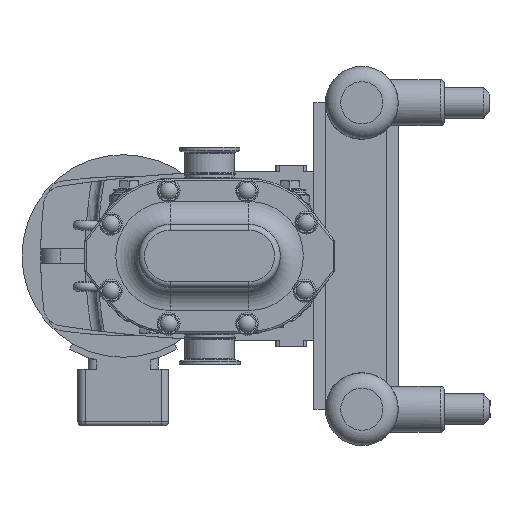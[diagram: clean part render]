
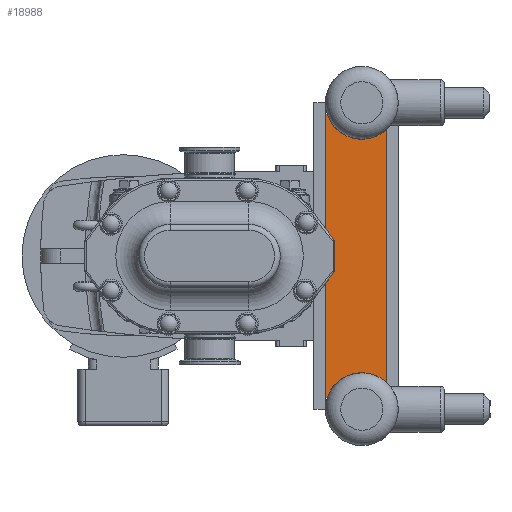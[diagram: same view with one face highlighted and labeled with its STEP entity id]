
A CAD part, left-side view. The second image highlights one B-rep face of the part: STEP entity #18988.
In plain terms, the highlighted planar face has unit normal (-1, 0, 0).
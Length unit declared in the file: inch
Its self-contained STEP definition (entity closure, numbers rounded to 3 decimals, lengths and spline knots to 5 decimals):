
#838=CIRCLE('',#20308,1.19);
#839=CIRCLE('',#20309,1.19);
#2054=PLANE('',#20307);
#2719=FACE_OUTER_BOUND('',#3865,.T.);
#3865=EDGE_LOOP('',(#14202,#14203,#14204,#14205,#14206,#14207));
#5219=LINE('',#30518,#6623);
#5223=LINE('',#30536,#6627);
#5224=LINE('',#30540,#6628);
#5225=LINE('',#30543,#6629);
#6623=VECTOR('',#23451,0.3937);
#6627=VECTOR('',#23459,0.3937);
#6628=VECTOR('',#23462,0.3937);
#6629=VECTOR('',#23465,0.3937);
#8318=VERTEX_POINT('',#30511);
#8320=VERTEX_POINT('',#30516);
#8325=VERTEX_POINT('',#30535);
#8326=VERTEX_POINT('',#30537);
#8327=VERTEX_POINT('',#30539);
#8328=VERTEX_POINT('',#30541);
#10491=EDGE_CURVE('',#8318,#8320,#5219,.T.);
#10497=EDGE_CURVE('',#8320,#8325,#5223,.T.);
#10498=EDGE_CURVE('',#8325,#8326,#838,.T.);
#10499=EDGE_CURVE('',#8326,#8327,#5224,.T.);
#10500=EDGE_CURVE('',#8327,#8328,#839,.T.);
#10501=EDGE_CURVE('',#8328,#8318,#5225,.T.);
#14202=ORIENTED_EDGE('',*,*,#10491,.T.);
#14203=ORIENTED_EDGE('',*,*,#10497,.T.);
#14204=ORIENTED_EDGE('',*,*,#10498,.T.);
#14205=ORIENTED_EDGE('',*,*,#10499,.T.);
#14206=ORIENTED_EDGE('',*,*,#10500,.T.);
#14207=ORIENTED_EDGE('',*,*,#10501,.T.);
#18988=ADVANCED_FACE('',(#2719),#2054,.T.);
#20307=AXIS2_PLACEMENT_3D('',#30534,#23457,#23458);
#20308=AXIS2_PLACEMENT_3D('',#30538,#23460,#23461);
#20309=AXIS2_PLACEMENT_3D('',#30542,#23463,#23464);
#23451=DIRECTION('',(0.,0.,-1.));
#23457=DIRECTION('center_axis',(-1.,0.,0.));
#23458=DIRECTION('ref_axis',(0.,0.,
1.));
#23459=DIRECTION('',(0.,-1.,0.));
#23460=DIRECTION('center_axis',(1.,0.,0.));
#23461=DIRECTION('ref_axis',(0.,-0.681,0.733));
#23462=DIRECTION('',(0.,0.,1.));
#23463=DIRECTION('center_axis',(1.,0.,0.));
#23464=DIRECTION('ref_axis',(0.,0.95,-0.311));
#23465=DIRECTION('',(0.,1.,0.));
#30511=CARTESIAN_POINT('',(4.194,-3.7815,4.63));
#30516=CARTESIAN_POINT('',(4.194,-3.7815,-4.62));
#30518=CARTESIAN_POINT('',(4.194,-3.7815,0.00161));
#30534=CARTESIAN_POINT('Origin',(4.194,-4.71672,0.00321));
#30535=CARTESIAN_POINT('',(4.194,-3.8413,-4.62));
#30536=CARTESIAN_POINT('',(4.194,-3.8413,-4.62));
#30537=CARTESIAN_POINT('',(4.194,-5.779,-4.12822));
#30538=CARTESIAN_POINT('Origin',(4.194,-4.969,-5.));
#30539=CARTESIAN_POINT('',(4.194,-5.779,4.12822));
#30540=CARTESIAN_POINT('',(4.194,-5.779,4.12822));
#30541=CARTESIAN_POINT('',(4.194,-3.83798,4.63));
#30542=CARTESIAN_POINT('Origin',(4.194,-4.969,5.));
#30543=CARTESIAN_POINT('',(4.194,-3.779,4.63));
